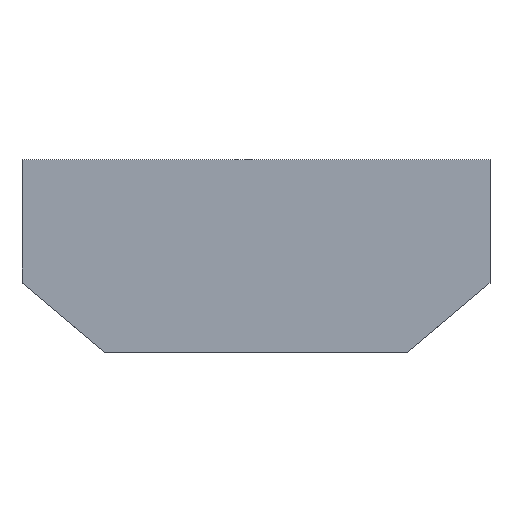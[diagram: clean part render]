
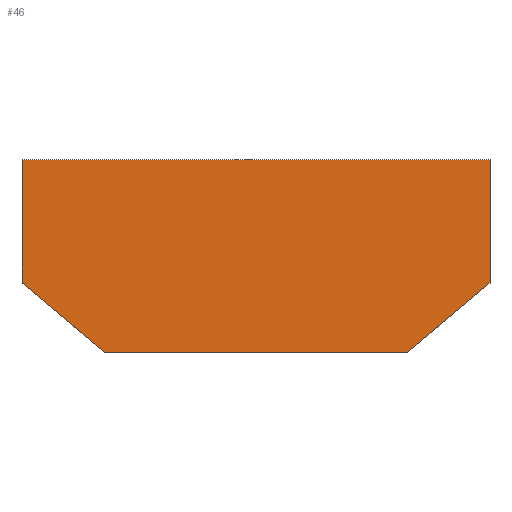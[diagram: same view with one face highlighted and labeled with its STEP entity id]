
A CAD part, top view. The second image highlights one B-rep face of the part: STEP entity #46.
In plain terms, the highlighted planar face has unit normal (0, 0, 1).
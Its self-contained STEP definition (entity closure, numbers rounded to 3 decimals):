
#1 = CARTESIAN_POINT ( 'NONE',  ( 85., 25.173, 2. ) ) ;
#3 = ORIENTED_EDGE ( 'NONE', *, *, #115, .T. ) ;
#5 = CARTESIAN_POINT ( 'NONE',  ( -85., 70., 2. ) ) ;
#6 = LINE ( 'NONE', #5, #128 ) ;
#8 = VECTOR ( 'NONE', #161, 1000. ) ;
#13 = EDGE_CURVE ( 'NONE', #62, #44, #174, .T. ) ;
#15 = LINE ( 'NONE', #135, #36 ) ;
#16 = ORIENTED_EDGE ( 'NONE', *, *, #233, .T. ) ;
#17 = EDGE_CURVE ( 'NONE', #116, #219, #39, .T. ) ;
#24 = CARTESIAN_POINT ( 'NONE',  ( -85., 70., 2. ) ) ;
#35 = ORIENTED_EDGE ( 'NONE', *, *, #13, .T. ) ;
#36 = VECTOR ( 'NONE', #193, 1000. ) ;
#39 = LINE ( 'NONE', #104, #192 ) ;
#43 = DIRECTION ( 'NONE',  ( 0., 0., -1. ) ) ;
#44 = VERTEX_POINT ( 'NONE', #85 ) ;
#45 = PLANE ( 'NONE',  #261 ) ;
#46 = ADVANCED_FACE ( 'NONE', ( #181 ), #45, .F. ) ;
#51 = DIRECTION ( 'NONE',  ( -1., 0., 0. ) ) ;
#56 = CARTESIAN_POINT ( 'NONE',  ( 85., 25.173, 2. ) ) ;
#62 = VERTEX_POINT ( 'NONE', #24 ) ;
#69 = CARTESIAN_POINT ( 'NONE',  ( 55., 0., 2. ) ) ;
#75 = DIRECTION ( 'NONE',  ( 0., 1., 0. ) ) ;
#78 = VERTEX_POINT ( 'NONE', #84 ) ;
#80 = CARTESIAN_POINT ( 'NONE',  ( -85., 25.173, 2. ) ) ;
#82 = VECTOR ( 'NONE', #75, 1000. ) ;
#84 = CARTESIAN_POINT ( 'NONE',  ( -55., 0., 2. ) ) ;
#85 = CARTESIAN_POINT ( 'NONE',  ( -85., 25.173, 2. ) ) ;
#92 = VECTOR ( 'NONE', #249, 1000. ) ;
#99 = ORIENTED_EDGE ( 'NONE', *, *, #169, .T. ) ;
#102 = LINE ( 'NONE', #1, #82 ) ;
#104 = CARTESIAN_POINT ( 'NONE',  ( 55., 0., 2. ) ) ;
#115 = EDGE_CURVE ( 'NONE', #171, #62, #6, .T. ) ;
#116 = VERTEX_POINT ( 'NONE', #69 ) ;
#128 = VECTOR ( 'NONE', #51, 1000. ) ;
#135 = CARTESIAN_POINT ( 'NONE',  ( -55., 0., 2. ) ) ;
#143 = CARTESIAN_POINT ( 'NONE',  ( 0., 0., 2. ) ) ;
#145 = CARTESIAN_POINT ( 'NONE',  ( 85., 70., 2. ) ) ;
#161 = DIRECTION ( 'NONE',  ( 0., -1., 0. ) ) ;
#163 = EDGE_LOOP ( 'NONE', ( #16, #99, #200, #256, #3, #35 ) ) ;
#169 = EDGE_CURVE ( 'NONE', #78, #116, #177, .T. ) ;
#171 = VERTEX_POINT ( 'NONE', #145 ) ;
#174 = LINE ( 'NONE', #80, #8 ) ;
#177 = LINE ( 'NONE', #227, #92 ) ;
#181 = FACE_OUTER_BOUND ( 'NONE', #163, .T. ) ;
#182 = DIRECTION ( 'NONE',  ( -1., 0., 0. ) ) ;
#192 = VECTOR ( 'NONE', #205, 1000. ) ;
#193 = DIRECTION ( 'NONE',  ( 0.766, -0.643, 0. ) ) ;
#200 = ORIENTED_EDGE ( 'NONE', *, *, #17, .T. ) ;
#205 = DIRECTION ( 'NONE',  ( 0.766, 0.643, 0. ) ) ;
#212 = EDGE_CURVE ( 'NONE', #219, #171, #102, .T. ) ;
#219 = VERTEX_POINT ( 'NONE', #56 ) ;
#227 = CARTESIAN_POINT ( 'NONE',  ( 55., 0., 2. ) ) ;
#233 = EDGE_CURVE ( 'NONE', #44, #78, #15, .T. ) ;
#249 = DIRECTION ( 'NONE',  ( 1., 0., 0. ) ) ;
#256 = ORIENTED_EDGE ( 'NONE', *, *, #212, .T. ) ;
#261 = AXIS2_PLACEMENT_3D ( 'NONE', #143, #43, #182 ) ;
